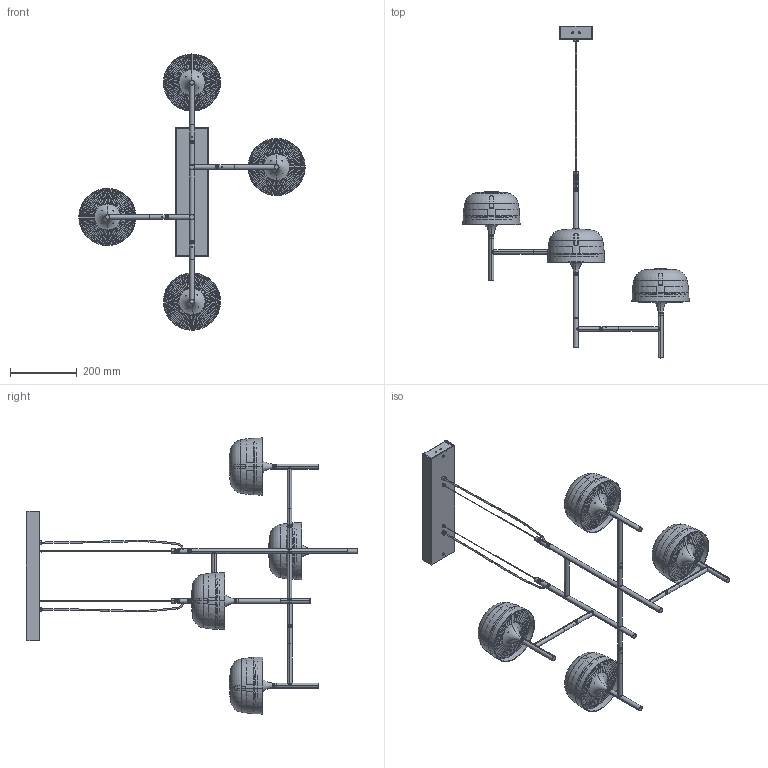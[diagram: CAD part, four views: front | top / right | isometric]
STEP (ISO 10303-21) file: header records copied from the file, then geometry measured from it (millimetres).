
FILE_DESCRIPTION (( 'STEP AP203' ), '1' );
FILE_NAME ('BOL S-4L 201012xxyyy.STEP', '2022-03-22T08:27:19', ( '' ), ( '' ), 'SwSTEP 2.0', 'SolidWorks 2019', '' );
FILE_SCHEMA (( 'CONFIG_CONTROL_DESIGN' ));
Length unit declared in the file: millimetre
Products named in the file (39): 000-201-099; 000-SUB-201 CBZ; 000-920-024; 000-SUB-201 BOL BRAZO 254; 000-201-054; 000-201-094; D7991-410_D7991-410A2; 000-D913-44 NY; 000-201-106; 000-920-062; 000-201-BOL SUB TAPA FINAL DRIVERS; D7991-314 a4; 000-201-087; 000-201-057; 000-201-066; 000-201-053; BOL S-4L 201012xxyyy; 000-201-104; 000-SUB-201 BOL ES_CH V4; 000-116-166; 000-201-084; 000-201-055; 000-201-065; CABLE ELECTRICO; 000-201-130; 000-201-BOL SUB PORTADRIVERS 4E; 000-201-105; 000-201-056; 000-116-SUB PRENSACABLES CON TOMA TIERRA; 000-201-083; 000-201-095
Assembly tree (74 placements, depth 4):
  BOL S-4L 201012xxyyy
    000-SUB-201 BOL ES_CH V4
      000-201-104
      000-201-105
      000-201-083  x2
      000-201-099  x4
      000-201-084  x2
      000-201-130  x2
    000-SUB-201 CBZ
      000-201-053
      000-201-055
      000-201-056
      000-201-057
      000-201-054
    000-SUB-201 CBZ
      000-201-053
      000-201-055
      000-201-056
      000-201-057
      000-201-054
    000-SUB-201 CBZ
      000-201-053
      000-201-055
      000-201-056
      000-201-057
      000-201-054
    000-SUB-201 CBZ
      000-201-053
      000-201-055
      000-201-056
      000-201-057
      000-201-054
    000-201-BOL SUB PORTADRIVERS 4E
      000-201-094
      000-201-BOL SUB TAPA FINAL DRIVERS
        000-201-095
      000-201-106
      000-116-SUB PRENSACABLES CON TOMA TIERRA
        000-116-166
        000-D913-44 NY
      000-116-SUB PRENSACABLES CON TOMA TIERRA
        000-116-166
        000-D913-44 NY
      000-920-024  x2
      000-201-BOL SUB TAPA FINAL DRIVERS
        000-201-095
      000-920-062  x2
      D7991-410_D7991-410A2
      D7991-314 a4
    000-SUB-201 BOL BRAZO 254
      000-201-087
      000-201-065
      000-201-066
    000-SUB-201 BOL BRAZO 254
      000-201-087
      000-201-065
      000-201-066
    000-SUB-201 BOL BRAZO 254
      000-201-087
      000-201-065
Bounding box: 680.02 x 997.41 x 829.79 mm (x, y, z)
Volume: 1458277.3 mm3; surface area: 1321705.3 mm2
Topology: 60 solids, 60 shells, 2889 faces, 7058 edges, 4417 vertices
Faces by surface type: cylinder 810, plane 693, bspline 548, torus 438, cone 340, sphere 60
Entity records: 54315 total; most frequent: CARTESIAN_POINT 24983, ORIENTED_EDGE 5216, DIRECTION 4863, EDGE_CURVE 2608, AXIS2_PLACEMENT_3D 1959, VERTEX_POINT 1657, EDGE_LOOP 1237, ADVANCED_FACE 1054
